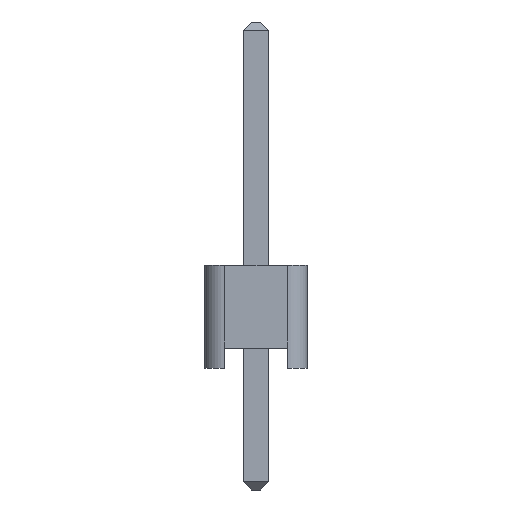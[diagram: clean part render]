
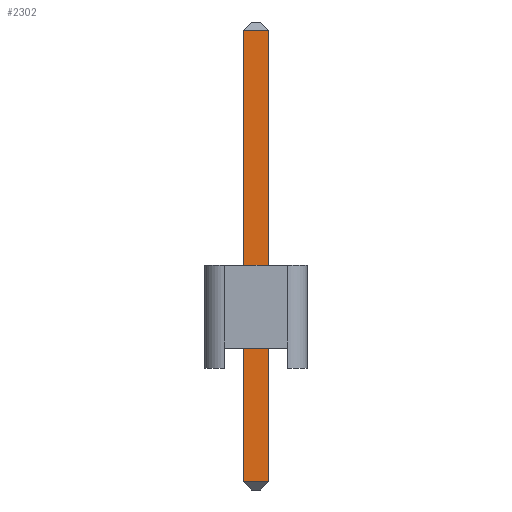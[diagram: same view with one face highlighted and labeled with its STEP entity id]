
A CAD part, left-side view. The second image highlights one B-rep face of the part: STEP entity #2302.
In plain terms, the highlighted planar face has unit normal (-1, 0, 0).
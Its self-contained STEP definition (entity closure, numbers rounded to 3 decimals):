
#2186 = EDGE_CURVE('',#2187,#2189,#2191,.T.);
#2187 = VERTEX_POINT('',#2188);
#2188 = CARTESIAN_POINT('',(-0.32,0.32,0.2));
#2189 = VERTEX_POINT('',#2190);
#2190 = CARTESIAN_POINT('',(-0.32,0.32,11.34));
#2191 = SURFACE_CURVE('',#2192,(#2196,#2208),.PCURVE_S1.);
#2192 = LINE('',#2193,#2194);
#2193 = CARTESIAN_POINT('',(-0.32,0.32,0.));
#2194 = VECTOR('',#2195,1.);
#2195 = DIRECTION('',(0.,0.,1.));
#2196 = PCURVE('',#2197,#2202);
#2197 = PLANE('',#2198);
#2198 = AXIS2_PLACEMENT_3D('',#2199,#2200,#2201);
#2199 = CARTESIAN_POINT('',(-0.32,0.32,0.));
#2200 = DIRECTION('',(0.,1.,0.));
#2201 = DIRECTION('',(1.,0.,0.));
#2202 = DEFINITIONAL_REPRESENTATION('',(#2203),#2207);
#2203 = LINE('',#2204,#2205);
#2204 = CARTESIAN_POINT('',(0.,0.));
#2205 = VECTOR('',#2206,1.);
#2206 = DIRECTION('',(0.,-1.));
#2207 = ( GEOMETRIC_REPRESENTATION_CONTEXT(2) 
PARAMETRIC_REPRESENTATION_CONTEXT() REPRESENTATION_CONTEXT('2D SPACE',''
  ) );
#2208 = PCURVE('',#2209,#2214);
#2209 = PLANE('',#2210);
#2210 = AXIS2_PLACEMENT_3D('',#2211,#2212,#2213);
#2211 = CARTESIAN_POINT('',(-0.32,-0.32,0.));
#2212 = DIRECTION('',(-1.,0.,0.));
#2213 = DIRECTION('',(0.,1.,0.));
#2214 = DEFINITIONAL_REPRESENTATION('',(#2215),#2219);
#2215 = LINE('',#2216,#2217);
#2216 = CARTESIAN_POINT('',(0.64,0.));
#2217 = VECTOR('',#2218,1.);
#2218 = DIRECTION('',(0.,-1.));
#2219 = ( GEOMETRIC_REPRESENTATION_CONTEXT(2) 
PARAMETRIC_REPRESENTATION_CONTEXT() REPRESENTATION_CONTEXT('2D SPACE',''
  ) );
#2302 = ADVANCED_FACE('',(#2303),#2209,.T.);
#2303 = FACE_BOUND('',#2304,.T.);
#2304 = EDGE_LOOP('',(#2305,#2335,#2361,#2362));
#2305 = ORIENTED_EDGE('',*,*,#2306,.T.);
#2306 = EDGE_CURVE('',#2307,#2309,#2311,.T.);
#2307 = VERTEX_POINT('',#2308);
#2308 = CARTESIAN_POINT('',(-0.32,-0.32,0.2));
#2309 = VERTEX_POINT('',#2310);
#2310 = CARTESIAN_POINT('',(-0.32,-0.32,11.34));
#2311 = SURFACE_CURVE('',#2312,(#2316,#2323),.PCURVE_S1.);
#2312 = LINE('',#2313,#2314);
#2313 = CARTESIAN_POINT('',(-0.32,-0.32,0.));
#2314 = VECTOR('',#2315,1.);
#2315 = DIRECTION('',(0.,0.,1.));
#2316 = PCURVE('',#2209,#2317);
#2317 = DEFINITIONAL_REPRESENTATION('',(#2318),#2322);
#2318 = LINE('',#2319,#2320);
#2319 = CARTESIAN_POINT('',(0.,0.));
#2320 = VECTOR('',#2321,1.);
#2321 = DIRECTION('',(0.,-1.));
#2322 = ( GEOMETRIC_REPRESENTATION_CONTEXT(2) 
PARAMETRIC_REPRESENTATION_CONTEXT() REPRESENTATION_CONTEXT('2D SPACE',''
  ) );
#2323 = PCURVE('',#2324,#2329);
#2324 = PLANE('',#2325);
#2325 = AXIS2_PLACEMENT_3D('',#2326,#2327,#2328);
#2326 = CARTESIAN_POINT('',(0.32,-0.32,0.));
#2327 = DIRECTION('',(0.,-1.,0.));
#2328 = DIRECTION('',(-1.,0.,0.));
#2329 = DEFINITIONAL_REPRESENTATION('',(#2330),#2334);
#2330 = LINE('',#2331,#2332);
#2331 = CARTESIAN_POINT('',(0.64,0.));
#2332 = VECTOR('',#2333,1.);
#2333 = DIRECTION('',(0.,-1.));
#2334 = ( GEOMETRIC_REPRESENTATION_CONTEXT(2) 
PARAMETRIC_REPRESENTATION_CONTEXT() REPRESENTATION_CONTEXT('2D SPACE',''
  ) );
#2335 = ORIENTED_EDGE('',*,*,#2336,.T.);
#2336 = EDGE_CURVE('',#2309,#2189,#2337,.T.);
#2337 = SURFACE_CURVE('',#2338,(#2342,#2349),.PCURVE_S1.);
#2338 = LINE('',#2339,#2340);
#2339 = CARTESIAN_POINT('',(-0.32,-0.32,11.34));
#2340 = VECTOR('',#2341,1.);
#2341 = DIRECTION('',(0.,1.,0.));
#2342 = PCURVE('',#2209,#2343);
#2343 = DEFINITIONAL_REPRESENTATION('',(#2344),#2348);
#2344 = LINE('',#2345,#2346);
#2345 = CARTESIAN_POINT('',(0.,-11.34));
#2346 = VECTOR('',#2347,1.);
#2347 = DIRECTION('',(1.,0.));
#2348 = ( GEOMETRIC_REPRESENTATION_CONTEXT(2) 
PARAMETRIC_REPRESENTATION_CONTEXT() REPRESENTATION_CONTEXT('2D SPACE',''
  ) );
#2349 = PCURVE('',#2350,#2355);
#2350 = PLANE('',#2351);
#2351 = AXIS2_PLACEMENT_3D('',#2352,#2353,#2354);
#2352 = CARTESIAN_POINT('',(-0.22,-0.32,11.44));
#2353 = DIRECTION('',(0.707,0.,-0.707
    ));
#2354 = DIRECTION('',(0.,1.,0.));
#2355 = DEFINITIONAL_REPRESENTATION('',(#2356),#2360);
#2356 = LINE('',#2357,#2358);
#2357 = CARTESIAN_POINT('',(0.,-0.141));
#2358 = VECTOR('',#2359,1.);
#2359 = DIRECTION('',(1.,0.));
#2360 = ( GEOMETRIC_REPRESENTATION_CONTEXT(2) 
PARAMETRIC_REPRESENTATION_CONTEXT() REPRESENTATION_CONTEXT('2D SPACE',''
  ) );
#2361 = ORIENTED_EDGE('',*,*,#2186,.F.);
#2362 = ORIENTED_EDGE('',*,*,#2363,.F.);
#2363 = EDGE_CURVE('',#2307,#2187,#2364,.T.);
#2364 = SURFACE_CURVE('',#2365,(#2369,#2376),.PCURVE_S1.);
#2365 = LINE('',#2366,#2367);
#2366 = CARTESIAN_POINT('',(-0.32,-0.32,0.2));
#2367 = VECTOR('',#2368,1.);
#2368 = DIRECTION('',(0.,1.,0.));
#2369 = PCURVE('',#2209,#2370);
#2370 = DEFINITIONAL_REPRESENTATION('',(#2371),#2375);
#2371 = LINE('',#2372,#2373);
#2372 = CARTESIAN_POINT('',(0.,-0.2));
#2373 = VECTOR('',#2374,1.);
#2374 = DIRECTION('',(1.,0.));
#2375 = ( GEOMETRIC_REPRESENTATION_CONTEXT(2) 
PARAMETRIC_REPRESENTATION_CONTEXT() REPRESENTATION_CONTEXT('2D SPACE',''
  ) );
#2376 = PCURVE('',#2377,#2382);
#2377 = PLANE('',#2378);
#2378 = AXIS2_PLACEMENT_3D('',#2379,#2380,#2381);
#2379 = CARTESIAN_POINT('',(-0.22,-0.32,0.1));
#2380 = DIRECTION('',(-0.707,0.,-0.707));
#2381 = DIRECTION('',(0.,1.,0.));
#2382 = DEFINITIONAL_REPRESENTATION('',(#2383),#2387);
#2383 = LINE('',#2384,#2385);
#2384 = CARTESIAN_POINT('',(0.,-0.141));
#2385 = VECTOR('',#2386,1.);
#2386 = DIRECTION('',(1.,0.));
#2387 = ( GEOMETRIC_REPRESENTATION_CONTEXT(2) 
PARAMETRIC_REPRESENTATION_CONTEXT() REPRESENTATION_CONTEXT('2D SPACE',''
  ) );
